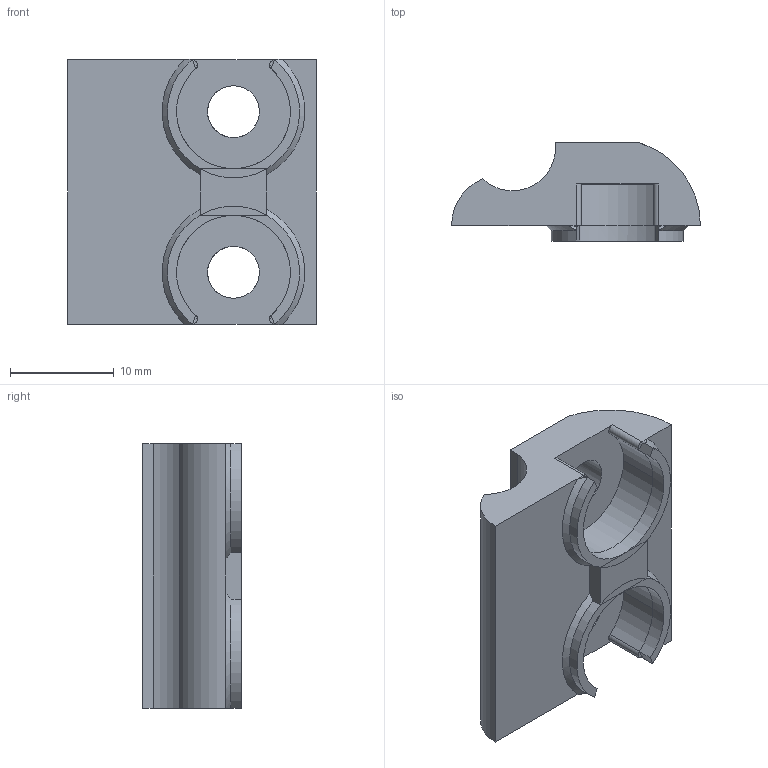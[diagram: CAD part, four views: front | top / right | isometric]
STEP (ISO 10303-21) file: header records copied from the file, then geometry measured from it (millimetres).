
FILE_DESCRIPTION(('FreeCAD Model'),'2;1');
FILE_NAME('beefy_idler_latch_v2.2.step','2016-11-08T12:48:47',('Author'),('') ,'Open CASCADE STEP processor 6.8','FreeCAD','Unknown');
FILE_SCHEMA(('AUTOMOTIVE_DESIGN_CC2 { 1 2 10303 214 -1 1 5 4 }'));
Length unit declared in the file: millimetre
Products named in the file (2): ASSEMBLY; Chamfer
Assembly tree (1 placements, depth 2):
  ASSEMBLY
    Chamfer
Bounding box: 24 x 9.5 x 25.65 mm (x, y, z)
Volume: 2700.1 mm3; surface area: 2144.4 mm2
Topology: 1 solids, 1 shells, 50 faces, 134 edges, 80 vertices
Faces by surface type: plane 23, cylinder 19, bspline 4, cone 4
Full cylindrical faces by diameter (mm): 5 x2
Entity records: 6195 total; most frequent: CARTESIAN_POINT 3714, DIRECTION 426, ORIENTED_EDGE 260, PCURVE 260, DEFINITIONAL_REPRESENTATION 260, LINE 228, VECTOR 228, EDGE_CURVE 130
